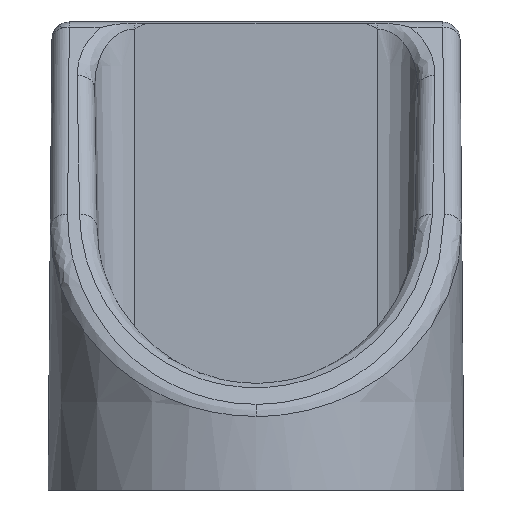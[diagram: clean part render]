
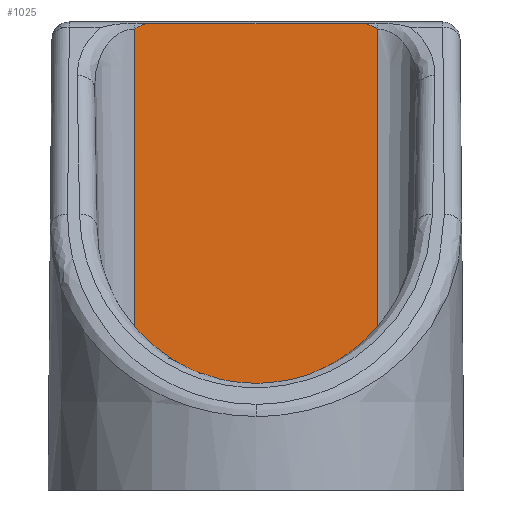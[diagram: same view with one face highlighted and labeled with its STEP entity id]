
A CAD part, left-side view. The second image highlights one B-rep face of the part: STEP entity #1025.
In plain terms, the highlighted planar face has unit normal (-1, 0, 0.018).
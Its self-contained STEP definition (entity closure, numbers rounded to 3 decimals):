
#175 = EDGE_CURVE ( 'NONE', #2278, #1112, #2325, .T. ) ;
#313 = CARTESIAN_POINT ( 'NONE',  ( 10.379, -6.781, 26.737 ) ) ;
#393 = DIRECTION ( 'NONE',  ( 0.017, 0., 1. ) ) ;
#428 = CARTESIAN_POINT ( 'NONE',  ( 10.382, 6.312, 26.909 ) ) ;
#600 = CARTESIAN_POINT ( 'NONE',  ( 10., -7., 5. ) ) ;
#631 = ORIENTED_EDGE ( 'NONE', *, *, #2457, .F. ) ;
#637 = VERTEX_POINT ( 'NONE', #2464 ) ;
#779 = ORIENTED_EDGE ( 'NONE', *, *, #2286, .T. ) ;
#780 = CARTESIAN_POINT ( 'NONE',  ( 10.382, -6.312, 26.909 ) ) ;
#782 = FACE_OUTER_BOUND ( 'NONE', #2483, .T. ) ;
#843 = EDGE_CURVE ( 'NONE', #2580, #637, #1153, .T. ) ;
#899 = ORIENTED_EDGE ( 'NONE', *, *, #843, .T. ) ;
#1025 = ADVANCED_FACE ( 'NONE', ( #782 ), #2354, .T. ) ;
#1112 = VERTEX_POINT ( 'NONE', #2187 ) ;
#1119 = VECTOR ( 'NONE', #2726, 1000. ) ;
#1153 = LINE ( 'NONE', #2830, #1119 ) ;
#1247 = LINE ( 'NONE', #2616, #2368 ) ;
#1251 = VERTEX_POINT ( 'NONE', #1877 ) ;
#1282 = EDGE_CURVE ( 'NONE', #1112, #1747, #2725, .T. ) ;
#1360 = CARTESIAN_POINT ( 'NONE',  ( 10.377, 7., 26.596 ) ) ;
#1512 = ORIENTED_EDGE ( 'NONE', *, *, #175, .T. ) ;
#1531 = CARTESIAN_POINT ( 'NONE',  ( 10.377, -7., 26.596 ) ) ;
#1665 = B_SPLINE_CURVE_WITH_KNOTS ( 'NONE', 3,
 ( #1903, #1904, #1863, #1825 ),
 .UNSPECIFIED., .F., .F.,
 ( 4, 4 ),
 ( 0., 1. ),
 .UNSPECIFIED. ) ;
#1747 = VERTEX_POINT ( 'NONE', #428 ) ;
#1750 = CARTESIAN_POINT ( 'NONE',  ( 10.382, 7., 26.909 ) ) ;
#1825 = CARTESIAN_POINT ( 'NONE',  ( 10.377, 7., 26.596 ) ) ;
#1863 = CARTESIAN_POINT ( 'NONE',  ( 10.379, 6.781, 26.737 ) ) ;
#1877 = CARTESIAN_POINT ( 'NONE',  ( 10., -7., 5. ) ) ;
#1884 = DIRECTION ( 'NONE',  ( 0., 1., 0. ) ) ;
#1903 = CARTESIAN_POINT ( 'NONE',  ( 10.382, 6.312, 26.909 ) ) ;
#1904 = CARTESIAN_POINT ( 'NONE',  ( 10.381, 6.551, 26.842 ) ) ;
#1948 = CARTESIAN_POINT ( 'NONE',  ( 10.377, -7., 26.596 ) ) ;
#2075 = AXIS2_PLACEMENT_3D ( 'NONE', #2290, #2284, #2270 ) ;
#2113 = CARTESIAN_POINT ( 'NONE',  ( 10.381, -6.551, 26.842 ) ) ;
#2187 = CARTESIAN_POINT ( 'NONE',  ( 10.382, -6.312, 26.909 ) ) ;
#2225 = LINE ( 'NONE', #600, #2640 ) ;
#2270 = DIRECTION ( 'NONE',  ( 0.017, 0., 1. ) ) ;
#2278 = VERTEX_POINT ( 'NONE', #1948 ) ;
#2284 = DIRECTION ( 'NONE',  ( -1., 0., 0.017 ) ) ;
#2286 = EDGE_CURVE ( 'NONE', #1747, #2580, #1665, .T. ) ;
#2290 = CARTESIAN_POINT ( 'NONE',  ( 10., 7., 5. ) ) ;
#2325 = B_SPLINE_CURVE_WITH_KNOTS ( 'NONE', 3,
 ( #1531, #313, #2113, #780 ),
 .UNSPECIFIED., .F., .F.,
 ( 4, 4 ),
 ( 0., 1. ),
 .UNSPECIFIED. ) ;
#2354 = PLANE ( 'NONE',  #2075 ) ;
#2368 = VECTOR ( 'NONE', #2574, 1000. ) ;
#2457 = EDGE_CURVE ( 'NONE', #1251, #637, #1247, .T. ) ;
#2464 = CARTESIAN_POINT ( 'NONE',  ( 10., 7., 5. ) ) ;
#2483 = EDGE_LOOP ( 'NONE', ( #2658, #1512, #2674, #779, #899, #631 ) ) ;
#2574 = DIRECTION ( 'NONE',  ( 0., 1., 0. ) ) ;
#2580 = VERTEX_POINT ( 'NONE', #1360 ) ;
#2616 = CARTESIAN_POINT ( 'NONE',  ( 10., -7., 5. ) ) ;
#2640 = VECTOR ( 'NONE', #393, 1000. ) ;
#2658 = ORIENTED_EDGE ( 'NONE', *, *, #2771, .T. ) ;
#2674 = ORIENTED_EDGE ( 'NONE', *, *, #1282, .T. ) ;
#2688 = VECTOR ( 'NONE', #1884, 1000. ) ;
#2725 = LINE ( 'NONE', #1750, #2688 ) ;
#2726 = DIRECTION ( 'NONE',  ( -0.017, 0., -1. ) ) ;
#2771 = EDGE_CURVE ( 'NONE', #1251, #2278, #2225, .T. ) ;
#2830 = CARTESIAN_POINT ( 'NONE',  ( 8719.99, 7., 499000. ) ) ;
